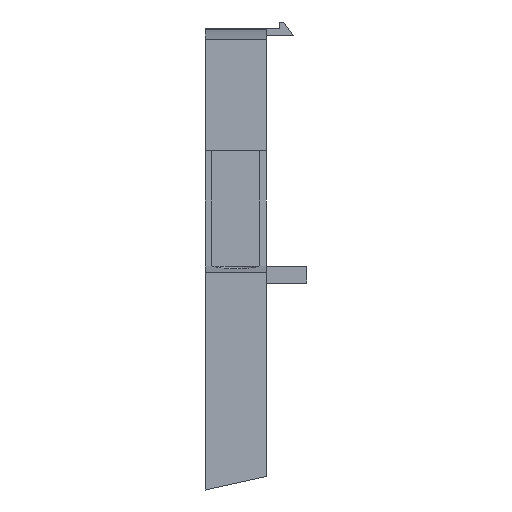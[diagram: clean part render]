
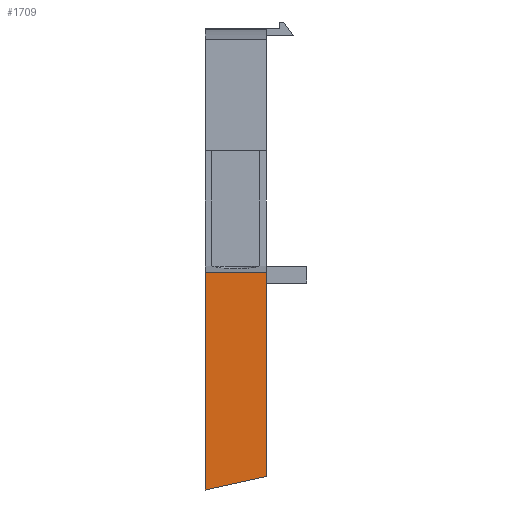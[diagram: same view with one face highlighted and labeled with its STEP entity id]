
A CAD part, front view. The second image highlights one B-rep face of the part: STEP entity #1709.
In plain terms, the highlighted planar face has unit normal (0, -1, 0).
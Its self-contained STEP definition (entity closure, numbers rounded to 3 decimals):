
#90 = ORIENTED_EDGE ( 'NONE', *, *, #855, .F. ) ;
#152 = VECTOR ( 'NONE', #1411, 1000. ) ;
#182 = LINE ( 'NONE', #3171, #2002 ) ;
#256 = CARTESIAN_POINT ( 'NONE',  ( -4.5, -44.75, 0. ) ) ;
#371 = EDGE_CURVE ( 'NONE', #1008, #2335, #2101, .T. ) ;
#400 = AXIS2_PLACEMENT_3D ( 'NONE', #2584, #3370, #3754 ) ;
#538 = VERTEX_POINT ( 'NONE', #1698 ) ;
#552 = EDGE_CURVE ( 'NONE', #3319, #2335, #3427, .T. ) ;
#595 = ORIENTED_EDGE ( 'NONE', *, *, #371, .T. ) ;
#601 = DIRECTION ( 'NONE',  ( -1., 0., 0. ) ) ;
#816 = DIRECTION ( 'NONE',  ( -0.976, 0., -0.217 ) ) ;
#855 = EDGE_CURVE ( 'NONE', #1008, #538, #182, .T. ) ;
#885 = CARTESIAN_POINT ( 'NONE',  ( 0., -44.75, 32. ) ) ;
#1008 = VERTEX_POINT ( 'NONE', #2939 ) ;
#1411 = DIRECTION ( 'NONE',  ( 0., 0., 1. ) ) ;
#1433 = DIRECTION ( 'NONE',  ( 0., 0., -1. ) ) ;
#1528 = ORIENTED_EDGE ( 'NONE', *, *, #3727, .F. ) ;
#1698 = CARTESIAN_POINT ( 'NONE',  ( 4.5, -44.75, 2. ) ) ;
#1709 = ADVANCED_FACE ( 'NONE', ( #1932 ), #3695, .F. ) ;
#1710 = LINE ( 'NONE', #256, #2468 ) ;
#1932 = FACE_OUTER_BOUND ( 'NONE', #2493, .T. ) ;
#2002 = VECTOR ( 'NONE', #1433, 1000. ) ;
#2101 = LINE ( 'NONE', #885, #3338 ) ;
#2335 = VERTEX_POINT ( 'NONE', #2457 ) ;
#2457 = CARTESIAN_POINT ( 'NONE',  ( -4.5, -44.75, 32. ) ) ;
#2468 = VECTOR ( 'NONE', #816, 1000. ) ;
#2493 = EDGE_LOOP ( 'NONE', ( #1528, #90, #595, #2742 ) ) ;
#2584 = CARTESIAN_POINT ( 'NONE',  ( -4.5, -44.75, -0.192 ) ) ;
#2742 = ORIENTED_EDGE ( 'NONE', *, *, #552, .F. ) ;
#2939 = CARTESIAN_POINT ( 'NONE',  ( 4.5, -44.75, 32. ) ) ;
#3171 = CARTESIAN_POINT ( 'NONE',  ( 4.5, -44.75, 15.904 ) ) ;
#3319 = VERTEX_POINT ( 'NONE', #3480 ) ;
#3338 = VECTOR ( 'NONE', #601, 1000. ) ;
#3370 = DIRECTION ( 'NONE',  ( 0., 1., 0. ) ) ;
#3427 = LINE ( 'NONE', #3444, #152 ) ;
#3444 = CARTESIAN_POINT ( 'NONE',  ( -4.5, -44.75, 34.149 ) ) ;
#3480 = CARTESIAN_POINT ( 'NONE',  ( -4.5, -44.75, 0. ) ) ;
#3695 = PLANE ( 'NONE',  #400 ) ;
#3727 = EDGE_CURVE ( 'NONE', #538, #3319, #1710, .T. ) ;
#3754 = DIRECTION ( 'NONE',  ( 0., 0., 1. ) ) ;
